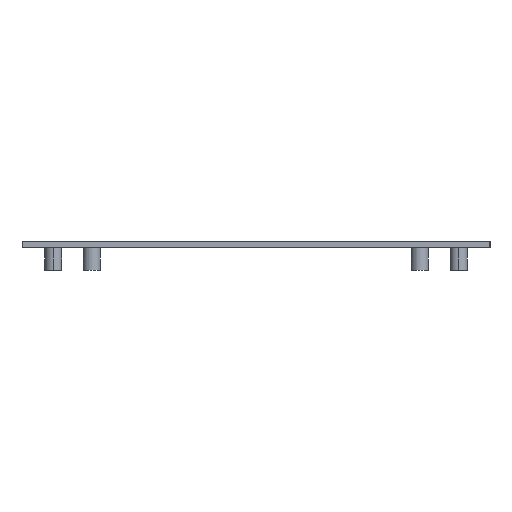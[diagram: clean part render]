
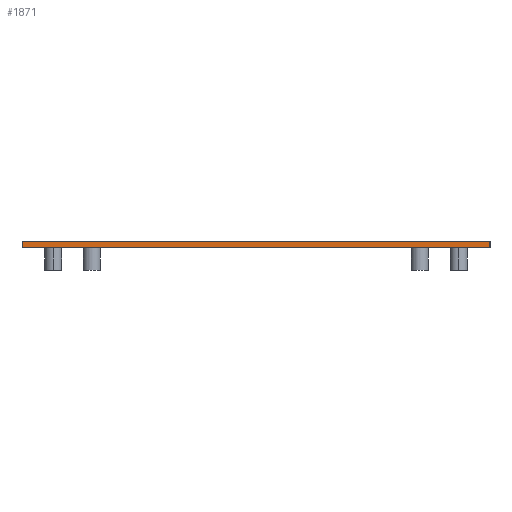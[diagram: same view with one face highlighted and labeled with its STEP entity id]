
A CAD part, left-side view. The second image highlights one B-rep face of the part: STEP entity #1871.
In plain terms, the highlighted planar face has unit normal (-1, 0, 0).
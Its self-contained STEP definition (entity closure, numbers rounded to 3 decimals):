
#146=PLANE('',#1976);
#240=FACE_OUTER_BOUND('',#334,.T.);
#334=EDGE_LOOP('',(#1610,#1611,#1612,#1613));
#576=LINE('',#3090,#783);
#584=LINE('',#3105,#791);
#585=LINE('',#3107,#792);
#586=LINE('',#3108,#793);
#783=VECTOR('',#2349,10.);
#791=VECTOR('',#2361,10.);
#792=VECTOR('',#2364,10.);
#793=VECTOR('',#2365,10.);
#990=VERTEX_POINT('',#3086);
#992=VERTEX_POINT('',#3089);
#996=VERTEX_POINT('',#3101);
#997=VERTEX_POINT('',#3103);
#1242=EDGE_CURVE('',#990,#992,#576,.T.);
#1250=EDGE_CURVE('',#996,#997,#584,.T.);
#1251=EDGE_CURVE('',#996,#990,#585,.T.);
#1252=EDGE_CURVE('',#992,#997,#586,.T.);
#1610=ORIENTED_EDGE('',*,*,#1251,.F.);
#1611=ORIENTED_EDGE('',*,*,#1250,.T.);
#1612=ORIENTED_EDGE('',*,*,#1252,.F.);
#1613=ORIENTED_EDGE('',*,*,#1242,.F.);
#1871=ADVANCED_FACE('',(#240),#146,.T.);
#1976=AXIS2_PLACEMENT_3D('',#3106,#2362,#2363);
#2349=DIRECTION('',(0.,0.,-1.));
#2361=DIRECTION('',(0.,0.,-1.));
#2362=DIRECTION('center_axis',(-1.,0.,0.));
#2363=DIRECTION('ref_axis',(0.,1.,0.));
#2364=DIRECTION('',(0.,-1.,0.));
#2365=DIRECTION('',(0.,1.,0.));
#3086=CARTESIAN_POINT('',(0.066,-123.891,0.));
#3089=CARTESIAN_POINT('',(0.066,-123.891,-1.6));
#3090=CARTESIAN_POINT('',(0.066,-123.891,0.));
#3101=CARTESIAN_POINT('',(0.066,-0.066,0.));
#3103=CARTESIAN_POINT('',(0.066,-0.066,-1.6));
#3105=CARTESIAN_POINT('',(0.066,-0.066,0.));
#3106=CARTESIAN_POINT('Origin',(0.066,-123.891,0.));
#3107=CARTESIAN_POINT('',(0.066,-0.066,0.));
#3108=CARTESIAN_POINT('',(0.066,-0.066,-1.6));
